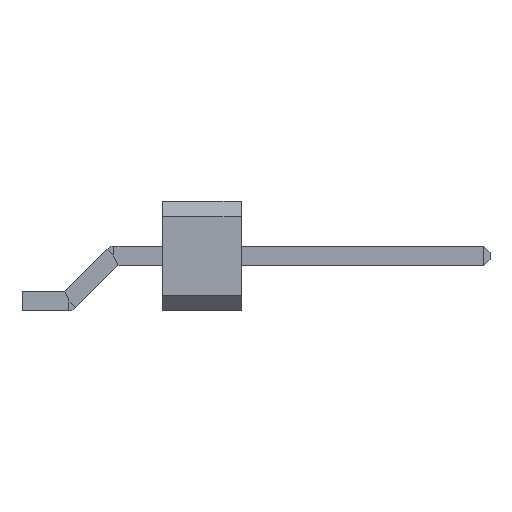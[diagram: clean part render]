
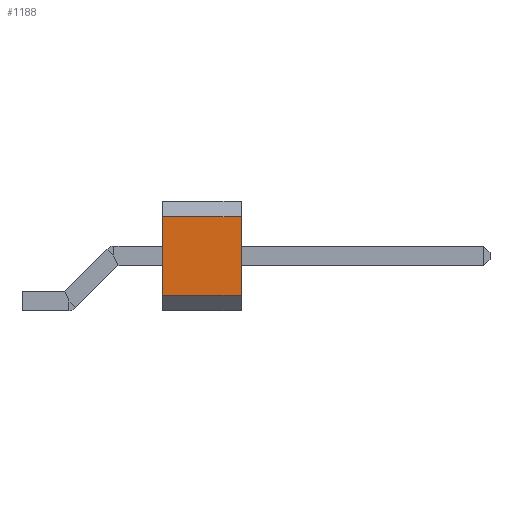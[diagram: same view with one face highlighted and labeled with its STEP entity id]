
A CAD part, front view. The second image highlights one B-rep face of the part: STEP entity #1188.
In plain terms, the highlighted planar face has unit normal (0, -1, 0).
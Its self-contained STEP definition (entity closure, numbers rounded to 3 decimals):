
#1017 = VERTEX_POINT('',#1018);
#1018 = CARTESIAN_POINT('',(3.808,-1.27,3.06));
#1024 = EDGE_CURVE('',#1017,#1025,#1027,.T.);
#1025 = VERTEX_POINT('',#1026);
#1026 = CARTESIAN_POINT('',(3.808,-1.27,0.5));
#1027 = LINE('',#1028,#1029);
#1028 = CARTESIAN_POINT('',(3.808,-1.27,3.56));
#1029 = VECTOR('',#1030,1.);
#1030 = DIRECTION('',(0.,0.,-1.));
#1105 = VERTEX_POINT('',#1106);
#1106 = CARTESIAN_POINT('',(6.348,-1.27,3.06));
#1112 = EDGE_CURVE('',#1017,#1105,#1113,.T.);
#1113 = LINE('',#1114,#1115);
#1114 = CARTESIAN_POINT('',(3.808,-1.27,3.06));
#1115 = VECTOR('',#1116,1.);
#1116 = DIRECTION('',(1.,0.,0.));
#1128 = EDGE_CURVE('',#1105,#1129,#1131,.T.);
#1129 = VERTEX_POINT('',#1130);
#1130 = CARTESIAN_POINT('',(6.348,-1.27,0.5));
#1131 = LINE('',#1132,#1133);
#1132 = CARTESIAN_POINT('',(6.348,-1.27,3.56));
#1133 = VECTOR('',#1134,1.);
#1134 = DIRECTION('',(0.,0.,-1.));
#1188 = ADVANCED_FACE('',(#1189),#1200,.F.);
#1189 = FACE_BOUND('',#1190,.F.);
#1190 = EDGE_LOOP('',(#1191,#1192,#1193,#1194));
#1191 = ORIENTED_EDGE('',*,*,#1024,.F.);
#1192 = ORIENTED_EDGE('',*,*,#1112,.T.);
#1193 = ORIENTED_EDGE('',*,*,#1128,.T.);
#1194 = ORIENTED_EDGE('',*,*,#1195,.F.);
#1195 = EDGE_CURVE('',#1025,#1129,#1196,.T.);
#1196 = LINE('',#1197,#1198);
#1197 = CARTESIAN_POINT('',(3.808,-1.27,0.5));
#1198 = VECTOR('',#1199,1.);
#1199 = DIRECTION('',(1.,0.,0.));
#1200 = PLANE('',#1201);
#1201 = AXIS2_PLACEMENT_3D('',#1202,#1203,#1204);
#1202 = CARTESIAN_POINT('',(3.808,-1.27,3.56));
#1203 = DIRECTION('',(0.,1.,0.));
#1204 = DIRECTION('',(0.,0.,-1.));
